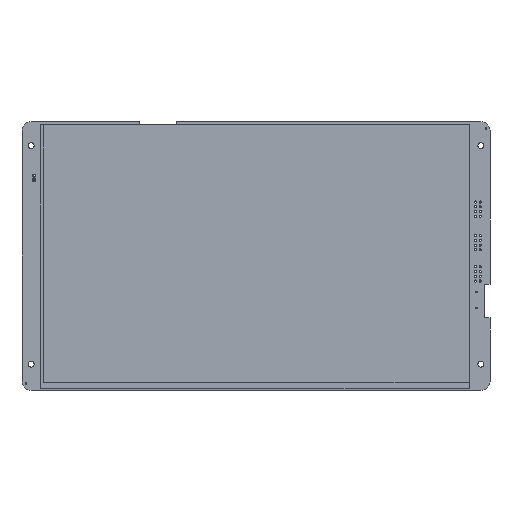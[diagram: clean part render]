
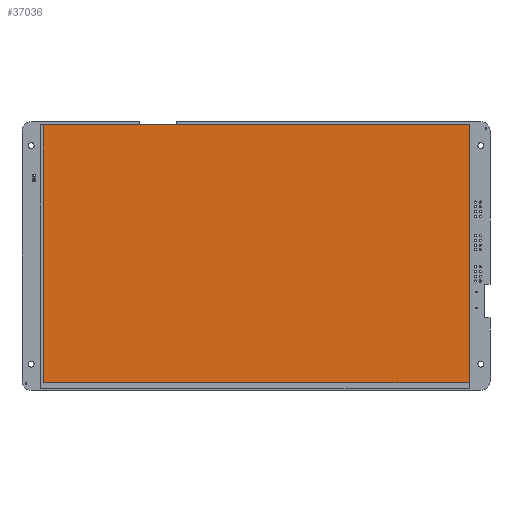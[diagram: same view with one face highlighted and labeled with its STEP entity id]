
A CAD part, front view. The second image highlights one B-rep face of the part: STEP entity #37036.
In plain terms, the highlighted planar face has unit normal (0, -1, 0).
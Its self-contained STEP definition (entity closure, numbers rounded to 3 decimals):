
#428=PLANE('',#39850);
#2424=FACE_OUTER_BOUND('',#4658,.T.);
#4658=EDGE_LOOP('',(#25394,#25395,#25396,#25397));
#6900=LINE('',#52722,#11606);
#6904=LINE('',#52730,#11610);
#6907=LINE('',#52736,#11613);
#6910=LINE('',#52741,#11616);
#11606=VECTOR('',#42753,10.);
#11610=VECTOR('',#42759,10.);
#11613=VECTOR('',#42764,10.);
#11616=VECTOR('',#42769,10.);
#16755=VERTEX_POINT('',#52720);
#16756=VERTEX_POINT('',#52721);
#16759=VERTEX_POINT('',#52729);
#16761=VERTEX_POINT('',#52735);
#20031=EDGE_CURVE('',#16755,#16756,#6900,.T.);
#20035=EDGE_CURVE('',#16759,#16755,#6904,.T.);
#20038=EDGE_CURVE('',#16761,#16759,#6907,.T.);
#20041=EDGE_CURVE('',#16756,#16761,#6910,.T.);
#25394=ORIENTED_EDGE('',*,*,#20041,.F.);
#25395=ORIENTED_EDGE('',*,*,#20031,.F.);
#25396=ORIENTED_EDGE('',*,*,#20035,.F.);
#25397=ORIENTED_EDGE('',*,*,#20038,.F.);
#37036=ADVANCED_FACE('',(#2424),#428,.F.);
#39850=AXIS2_PLACEMENT_3D('',#52744,#42773,#42774);
#42753=DIRECTION('',(1.,0.,0.));
#42759=DIRECTION('',(0.,0.,1.));
#42764=DIRECTION('',(-1.,0.,0.));
#42769=DIRECTION('',(0.,0.,-1.));
#42773=DIRECTION('center_axis',(0.,1.,0.));
#42774=DIRECTION('ref_axis',(0.,0.,1.));
#52720=CARTESIAN_POINT('',(0.,0.,0.));
#52721=CARTESIAN_POINT('',(234.5,0.,0.));
#52722=CARTESIAN_POINT('',(0.,0.,0.));
#52729=CARTESIAN_POINT('',(0.,0.,-142.));
#52730=CARTESIAN_POINT('',(0.,0.,-142.));
#52735=CARTESIAN_POINT('',(234.5,0.,-142.));
#52736=CARTESIAN_POINT('',(234.5,0.,-142.));
#52741=CARTESIAN_POINT('',(234.5,0.,0.));
#52744=CARTESIAN_POINT('Origin',(117.25,0.,-71.));
